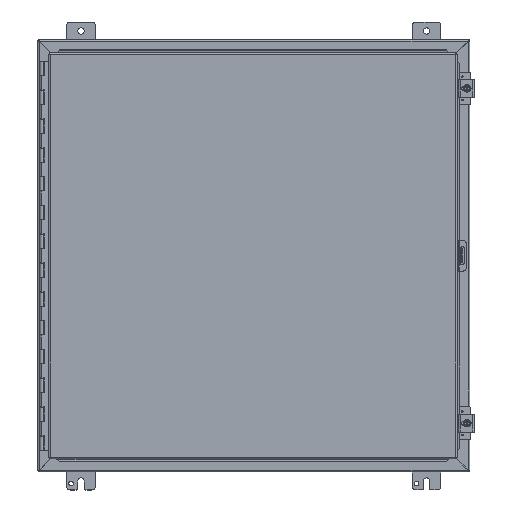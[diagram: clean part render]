
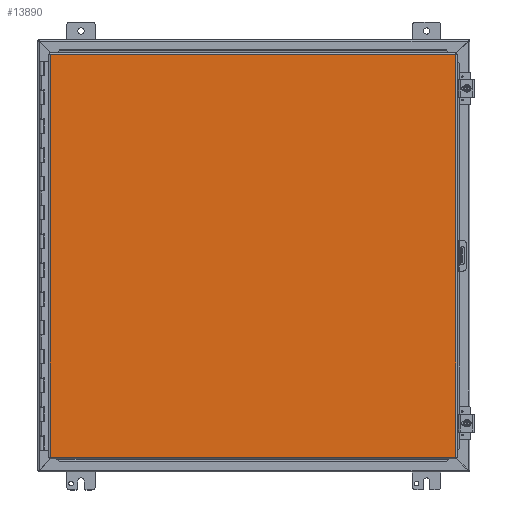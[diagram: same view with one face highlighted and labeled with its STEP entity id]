
A CAD part, top view. The second image highlights one B-rep face of the part: STEP entity #13890.
In plain terms, the highlighted face is planar.
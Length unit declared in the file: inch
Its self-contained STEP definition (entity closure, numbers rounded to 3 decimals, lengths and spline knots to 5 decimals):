
#13047=CARTESIAN_POINT('',(-14.08225,-13.9885,0.));
#13048=VERTEX_POINT('',#13047);
#13059=CARTESIAN_POINT('',(14.08225,-13.9885,0.));
#13060=VERTEX_POINT('',#13059);
#13061=CARTESIAN_POINT('',(14.08225,-13.9885,0.0));
#13062=DIRECTION('',(-1.0,0.0,0.0));
#13063=VECTOR('',#13062,28.1645);
#13064=LINE('',#13061,#13063);
#13065=EDGE_CURVE('',#13060,#13048,#13064,.T.);
#13181=CARTESIAN_POINT('',(-14.08225,13.9885,0.));
#13182=VERTEX_POINT('',#13181);
#13280=CARTESIAN_POINT('',(14.08225,13.9885,0.));
#13281=VERTEX_POINT('',#13280);
#13292=CARTESIAN_POINT('',(-14.08225,13.9885,0.0));
#13293=DIRECTION('',(1.0,0.0,0.0));
#13294=VECTOR('',#13293,28.1645);
#13295=LINE('',#13292,#13294);
#13296=EDGE_CURVE('',#13182,#13281,#13295,.T.);
#13601=CARTESIAN_POINT('',(-14.08225,-13.9885,0.0));
#13602=DIRECTION('',(0.0,1.0,0.0));
#13603=VECTOR('',#13602,27.977);
#13604=LINE('',#13601,#13603);
#13605=EDGE_CURVE('',#13048,#13182,#13604,.T.);
#13695=CARTESIAN_POINT('',(14.08225,13.9885,0.0));
#13696=DIRECTION('',(0.0,-1.0,0.0));
#13697=VECTOR('',#13696,27.977);
#13698=LINE('',#13695,#13697);
#13699=EDGE_CURVE('',#13281,#13060,#13698,.T.);
#13879=CARTESIAN_POINT('',(0.,0.,0.0));
#13880=DIRECTION('',(0.0,0.0,1.0));
#13881=DIRECTION('',(1.0,0.0,0.0));
#13882=AXIS2_PLACEMENT_3D('',#13879,#13880,#13881);
#13883=PLANE('',#13882);
#13884=ORIENTED_EDGE('',*,*,#13605,.T.);
#13885=ORIENTED_EDGE('',*,*,#13296,.T.);
#13886=ORIENTED_EDGE('',*,*,#13699,.T.);
#13887=ORIENTED_EDGE('',*,*,#13065,.T.);
#13888=EDGE_LOOP('',(#13884,#13885,#13886,#13887));
#13889=FACE_OUTER_BOUND('',#13888,.T.);
#13890=ADVANCED_FACE('',(#13889),#13883,.F.);
